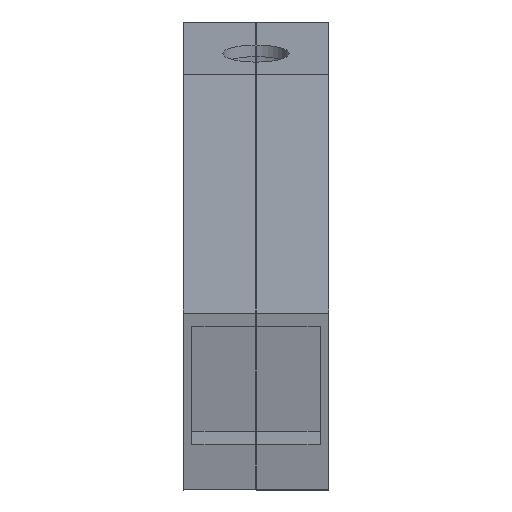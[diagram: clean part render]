
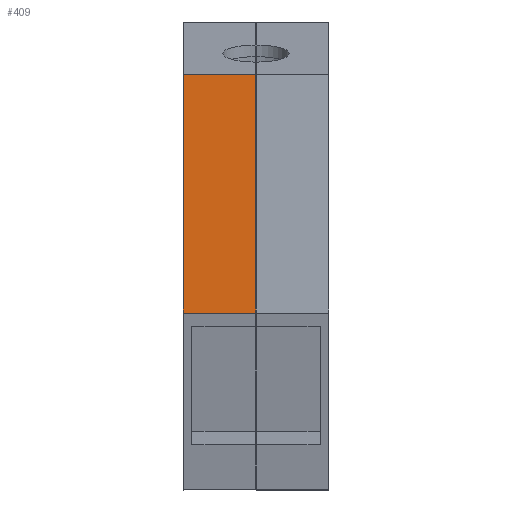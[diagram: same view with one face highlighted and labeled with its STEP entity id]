
A CAD part, top view. The second image highlights one B-rep face of the part: STEP entity #409.
In plain terms, the highlighted planar face has unit normal (0, 0, 1).
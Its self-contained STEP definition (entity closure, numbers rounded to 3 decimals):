
#389=AXIS2_PLACEMENT_3D('Plane Axis2P3D',#386,#387,#388) ;
#49=CARTESIAN_POINT('Vertex',(0.,18.287,66.1)) ;
#52=CARTESIAN_POINT('Line Origine',(0.,30.647,66.1)) ;
#56=CARTESIAN_POINT('Vertex',(0.,43.007,66.1)) ;
#366=CARTESIAN_POINT('Vertex',(7.5,18.287,66.1)) ;
#369=CARTESIAN_POINT('Line Origine',(3.75,18.287,66.1)) ;
#386=CARTESIAN_POINT('Axis2P3D Location',(0.,43.007,66.1)) ;
#391=CARTESIAN_POINT('Line Origine',(3.75,43.007,66.1)) ;
#395=CARTESIAN_POINT('Vertex',(7.5,43.007,66.1)) ;
#398=CARTESIAN_POINT('Line Origine',(7.5,30.647,66.1)) ;
#53=DIRECTION('Vector Direction',(0.,-1.,0.)) ;
#370=DIRECTION('Vector Direction',(1.,0.,0.)) ;
#387=DIRECTION('Axis2P3D Direction',(0.,0.,1.)) ;
#388=DIRECTION('Axis2P3D XDirection',(0.,-1.,0.)) ;
#392=DIRECTION('Vector Direction',(1.,0.,0.)) ;
#399=DIRECTION('Vector Direction',(0.,1.,0.)) ;
#54=VECTOR('Line Direction',#53,1.) ;
#371=VECTOR('Line Direction',#370,1.) ;
#393=VECTOR('Line Direction',#392,1.) ;
#400=VECTOR('Line Direction',#399,1.) ;
#404=ORIENTED_EDGE('',*,*,#397,.F.) ;
#405=ORIENTED_EDGE('',*,*,#58,.F.) ;
#406=ORIENTED_EDGE('',*,*,#373,.T.) ;
#407=ORIENTED_EDGE('',*,*,#402,.F.) ;
#409=ADVANCED_FACE('Primary',(#408),#390,.T.) ;
#58=EDGE_CURVE('',#50,#57,#55,.F.) ;
#373=EDGE_CURVE('',#50,#367,#372,.T.) ;
#397=EDGE_CURVE('',#57,#396,#394,.T.) ;
#402=EDGE_CURVE('',#396,#367,#401,.F.) ;
#403=EDGE_LOOP('',(#404,#405,#406,#407)) ;
#408=FACE_OUTER_BOUND('',#403,.T.) ;
#55=LINE('Line',#52,#54) ;
#372=LINE('Line',#369,#371) ;
#394=LINE('Line',#391,#393) ;
#401=LINE('Line',#398,#400) ;
#390=PLANE('',#389) ;
#50=VERTEX_POINT('',#49) ;
#57=VERTEX_POINT('',#56) ;
#367=VERTEX_POINT('',#366) ;
#396=VERTEX_POINT('',#395) ;
